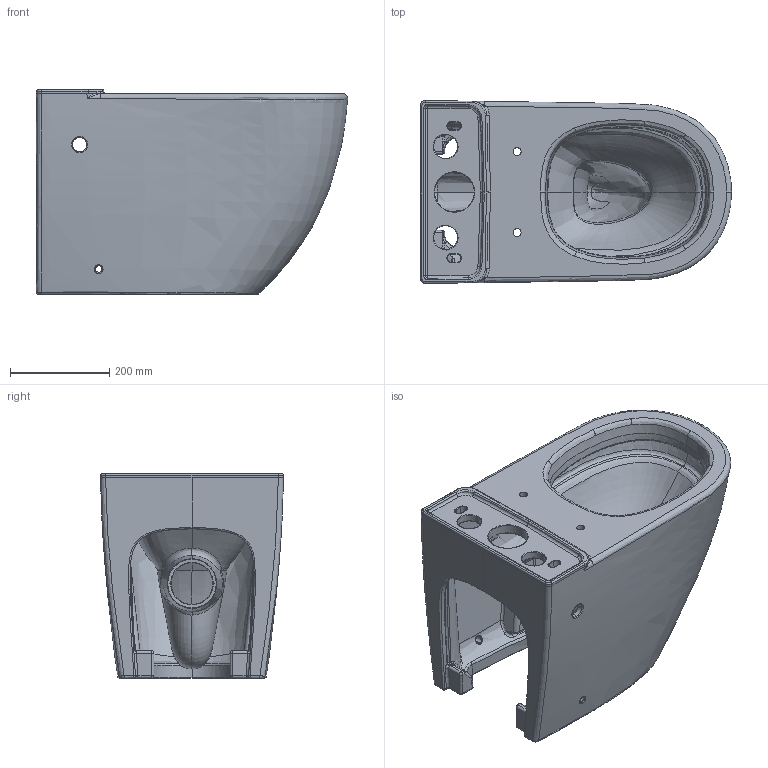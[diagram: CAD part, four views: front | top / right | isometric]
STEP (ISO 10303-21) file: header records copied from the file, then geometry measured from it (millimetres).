
FILE_DESCRIPTION (( 'STEP AP203' ), '1' );
FILE_NAME ('S29R308813.STEP', '2025-03-19T09:02:10', ( '' ), ( '' ), 'SwSTEP 2.0', 'SolidWorks 2021', '' );
FILE_SCHEMA (( 'CONFIG_CONTROL_DESIGN' ));
Products named in the file (1): S29R308813
Bounding box: 628.34 x 368.79 x 413 mm (x, y, z)
Volume: 16538854.6 mm3; surface area: 2183220.1 mm2
Topology: 1 solids, 1 shells, 473 faces, 1167 edges, 682 vertices
Faces by surface type: bspline 339, cylinder 79, plane 45, cone 10
Entity records: 153474 total; most frequent: CARTESIAN_POINT 144922, ORIENTED_EDGE 2298, EDGE_CURVE 1149, DIRECTION 999, VERTEX_POINT 680, B_SPLINE_CURVE_WITH_KNOTS 623, EDGE_LOOP 497, FACE_OUTER_BOUND 471
